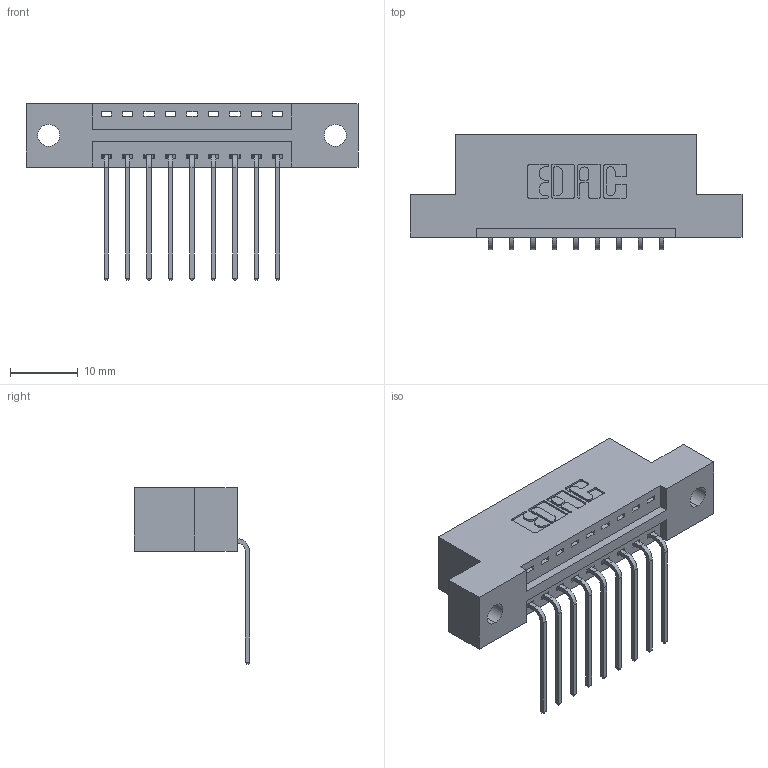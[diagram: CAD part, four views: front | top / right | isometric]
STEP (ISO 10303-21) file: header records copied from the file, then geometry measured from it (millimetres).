
FILE_DESCRIPTION (( 'STEP AP203' ), '1' );
FILE_NAME ('346-009-559-102.STEP', '2018-08-17T06:02:06', ( '' ), ( '' ), 'SwSTEP 2.0', 'SolidWorks 2016', '' );
FILE_SCHEMA (( 'CONFIG_CONTROL_DESIGN' ));
Length unit declared in the file: inch
Products named in the file (3): 346-009-559-102; 346 Part_Flush Mounting Lugs - 0.128 Dia; 345-292-001_558 559 Tail - 1
Assembly tree (10 placements, depth 2):
  346-009-559-102
    346 Part_Flush Mounting Lugs - 0.128 Dia
    345-292-001_558 559 Tail - 1  x9
Bounding box: 49.15 x 17.08 x 26.16 mm (x, y, z)
Volume: 4470.6 mm3; surface area: 5139.2 mm2
Topology: 10 solids, 10 shells, 662 faces, 1967 edges, 1298 vertices
Faces by surface type: plane 454, cylinder 208
Entity records: 10115 total; most frequent: CARTESIAN_POINT 1751, ORIENTED_EDGE 1694, DIRECTION 1585, EDGE_CURVE 847, VECTOR 679, LINE 679, VERTEX_POINT 562, AXIS2_PLACEMENT_3D 453
